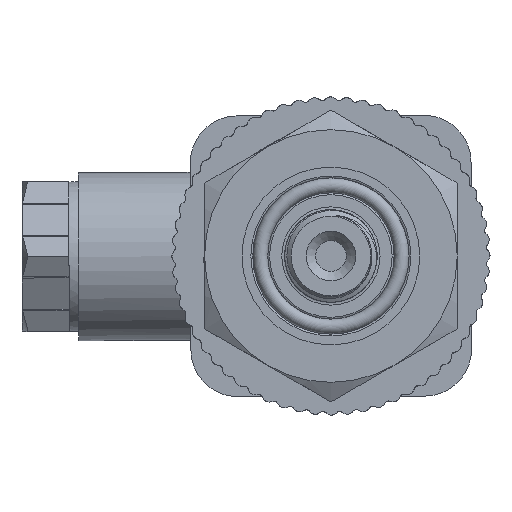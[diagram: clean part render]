
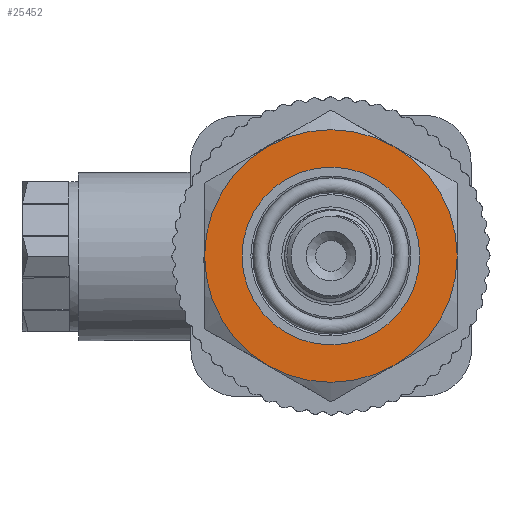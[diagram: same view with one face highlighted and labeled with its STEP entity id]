
A CAD part, left-side view. The second image highlights one B-rep face of the part: STEP entity #25452.
In plain terms, the highlighted face is planar.
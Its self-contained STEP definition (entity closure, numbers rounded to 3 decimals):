
#507=FACE_BOUND('',#4548,.T.);
#1651=PLANE('',#26873);
#3055=FACE_OUTER_BOUND('',#4547,.T.);
#4547=EDGE_LOOP('',(#23839));
#4548=EDGE_LOOP('',(#23840));
#4969=CIRCLE('',#26836,13.5);
#4992=CIRCLE('',#26874,9.5);
#12467=VERTEX_POINT('',#62718);
#12485=VERTEX_POINT('',#62781);
#16241=EDGE_CURVE('',#12467,#12467,#4969,.T.);
#16271=EDGE_CURVE('',#12485,#12485,#4992,.T.);
#23839=ORIENTED_EDGE('',*,*,#16241,.T.);
#23840=ORIENTED_EDGE('',*,*,#16271,.F.);
#25452=ADVANCED_FACE('',(#3055,#507),#1651,.T.);
#26836=AXIS2_PLACEMENT_3D('',#62719,#31357,#31358);
#26873=AXIS2_PLACEMENT_3D('',#62780,#31438,#31439);
#26874=AXIS2_PLACEMENT_3D('',#62782,#31440,#31441);
#31357=DIRECTION('center_axis',(1.,0.,0.));
#31358=DIRECTION('ref_axis',(0.,0.,-1.));
#31438=DIRECTION('center_axis',(1.,0.,0.));
#31439=DIRECTION('ref_axis',(0.,0.,-1.));
#31440=DIRECTION('center_axis',(1.,0.,0.));
#31441=DIRECTION('ref_axis',(0.,0.,-1.));
#62718=CARTESIAN_POINT('',(-12.,-13.5,0.));
#62719=CARTESIAN_POINT('Origin',(-12.,0.,0.));
#62780=CARTESIAN_POINT('Origin',(-12.,9.5,0.));
#62781=CARTESIAN_POINT('',(-12.,-9.5,0.));
#62782=CARTESIAN_POINT('Origin',(-12.,0.,0.));
